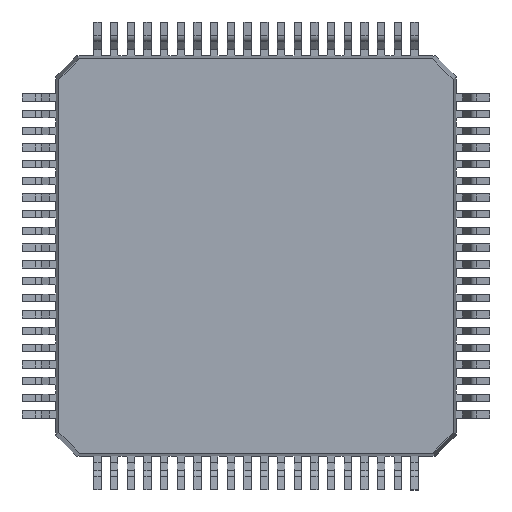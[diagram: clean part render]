
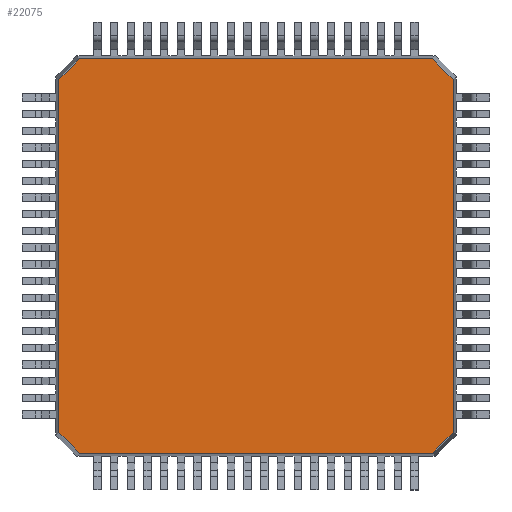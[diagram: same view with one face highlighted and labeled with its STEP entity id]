
A CAD part, front view. The second image highlights one B-rep face of the part: STEP entity #22075.
In plain terms, the highlighted planar face has unit normal (0, -1, 0).
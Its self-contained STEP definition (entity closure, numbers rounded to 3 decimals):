
#459 = EDGE_CURVE ( 'NONE', #26451, #45863, #36258, .T. ) ;
#998 = VERTEX_POINT ( 'NONE', #18424 ) ;
#1159 = CARTESIAN_POINT ( 'NONE',  ( 5.907, 0.025, 5.294 ) ) ;
#1352 = DIRECTION ( 'NONE',  ( -0.71, 0., 0.704 ) ) ;
#1503 = VERTEX_POINT ( 'NONE', #20841 ) ;
#2684 = DIRECTION ( 'NONE',  ( 0., 1., 0. ) ) ;
#5531 = CARTESIAN_POINT ( 'NONE',  ( 5.29, 0.025, 5.907 ) ) ;
#5602 = VECTOR ( 'NONE', #36747, 1000. ) ;
#5717 = DIRECTION ( 'NONE',  ( 1., 0., 0. ) ) ;
#8857 = ORIENTED_EDGE ( 'NONE', *, *, #9258, .T. ) ;
#8886 = CARTESIAN_POINT ( 'NONE',  ( 5.914, 0.025, -5.282 ) ) ;
#9258 = EDGE_CURVE ( 'NONE', #21766, #1503, #19251, .T. ) ;
#9864 = LINE ( 'NONE', #34160, #20438 ) ;
#10260 = ORIENTED_EDGE ( 'NONE', *, *, #15526, .T. ) ;
#10792 = ORIENTED_EDGE ( 'NONE', *, *, #33603, .T. ) ;
#12404 = CARTESIAN_POINT ( 'NONE',  ( -5.294, 0.025, 5.907 ) ) ;
#14120 = ORIENTED_EDGE ( 'NONE', *, *, #30808, .T. ) ;
#14951 = CARTESIAN_POINT ( 'NONE',  ( -5.282, 0.025, -5.914 ) ) ;
#15526 = EDGE_CURVE ( 'NONE', #45863, #21766, #45747, .T. ) ;
#15891 = ORIENTED_EDGE ( 'NONE', *, *, #34218, .T. ) ;
#17117 = LINE ( 'NONE', #25262, #38410 ) ;
#17672 = CARTESIAN_POINT ( 'NONE',  ( 5.303, 0.025, -5.907 ) ) ;
#18424 = CARTESIAN_POINT ( 'NONE',  ( 5.294, 0.025, -5.907 ) ) ;
#18758 = VERTEX_POINT ( 'NONE', #1159 ) ;
#19251 = LINE ( 'NONE', #14951, #38061 ) ;
#20438 = VECTOR ( 'NONE', #38006, 1000. ) ;
#20841 = CARTESIAN_POINT ( 'NONE',  ( -5.29, 0.025, -5.907 ) ) ;
#21562 = CARTESIAN_POINT ( 'NONE',  ( -5.907, 0.025, -5.303 ) ) ;
#21766 = VERTEX_POINT ( 'NONE', #44003 ) ;
#21800 = CARTESIAN_POINT ( 'NONE',  ( -5.914, 0.025, 5.282 ) ) ;
#22002 = EDGE_CURVE ( 'NONE', #31414, #26451, #9864, .T. ) ;
#22075 = ADVANCED_FACE ( 'NONE', ( #44854 ), #46548, .F. ) ;
#22362 = ORIENTED_EDGE ( 'NONE', *, *, #22002, .T. ) ;
#22600 = VECTOR ( 'NONE', #44887, 1000. ) ;
#23980 = VECTOR ( 'NONE', #5717, 1000. ) ;
#24130 = VECTOR ( 'NONE', #49738, 1000. ) ;
#25262 = CARTESIAN_POINT ( 'NONE',  ( 5.282, 0.025, 5.914 ) ) ;
#25370 = LINE ( 'NONE', #37702, #24130 ) ;
#25633 = DIRECTION ( 'NONE',  ( 0., 0., -1. ) ) ;
#26451 = VERTEX_POINT ( 'NONE', #12404 ) ;
#26790 = CARTESIAN_POINT ( 'NONE',  ( -5.907, 0.025, 5.29 ) ) ;
#30658 = DIRECTION ( 'NONE',  ( 0., 0., 1. ) ) ;
#30808 = EDGE_CURVE ( 'NONE', #998, #36028, #43918, .T. ) ;
#31368 = ORIENTED_EDGE ( 'NONE', *, *, #459, .T. ) ;
#31414 = VERTEX_POINT ( 'NONE', #5531 ) ;
#31708 = AXIS2_PLACEMENT_3D ( 'NONE', #50574, #2684, #30658 ) ;
#33340 = CARTESIAN_POINT ( 'NONE',  ( 5.907, 0.025, -5.29 ) ) ;
#33603 = EDGE_CURVE ( 'NONE', #36028, #18758, #25370, .T. ) ;
#34160 = CARTESIAN_POINT ( 'NONE',  ( -5.303, 0.025, 5.907 ) ) ;
#34218 = EDGE_CURVE ( 'NONE', #1503, #998, #34616, .T. ) ;
#34616 = LINE ( 'NONE', #17672, #23980 ) ;
#35142 = VECTOR ( 'NONE', #25633, 1000. ) ;
#36028 = VERTEX_POINT ( 'NONE', #33340 ) ;
#36258 = LINE ( 'NONE', #21800, #5602 ) ;
#36747 = DIRECTION ( 'NONE',  ( -0.704, 0., -0.71 ) ) ;
#37702 = CARTESIAN_POINT ( 'NONE',  ( 5.907, 0.025, 5.303 ) ) ;
#38006 = DIRECTION ( 'NONE',  ( -1., 0., 0. ) ) ;
#38061 = VECTOR ( 'NONE', #46934, 1000. ) ;
#38410 = VECTOR ( 'NONE', #1352, 1000. ) ;
#39418 = ORIENTED_EDGE ( 'NONE', *, *, #49747, .T. ) ;
#43918 = LINE ( 'NONE', #8886, #22600 ) ;
#44003 = CARTESIAN_POINT ( 'NONE',  ( -5.907, 0.025, -5.294 ) ) ;
#44854 = FACE_OUTER_BOUND ( 'NONE', #47662, .T. ) ;
#44887 = DIRECTION ( 'NONE',  ( 0.704, 0., 0.71 ) ) ;
#45747 = LINE ( 'NONE', #21562, #35142 ) ;
#45863 = VERTEX_POINT ( 'NONE', #26790 ) ;
#46548 = PLANE ( 'NONE',  #31708 ) ;
#46934 = DIRECTION ( 'NONE',  ( 0.71, 0., -0.704 ) ) ;
#47662 = EDGE_LOOP ( 'NONE', ( #10260, #8857, #15891, #14120, #10792, #39418, #22362, #31368 ) ) ;
#49738 = DIRECTION ( 'NONE',  ( 0., 0., 1. ) ) ;
#49747 = EDGE_CURVE ( 'NONE', #18758, #31414, #17117, .T. ) ;
#50574 = CARTESIAN_POINT ( 'NONE',  ( 0., 0.025, 0. ) ) ;
